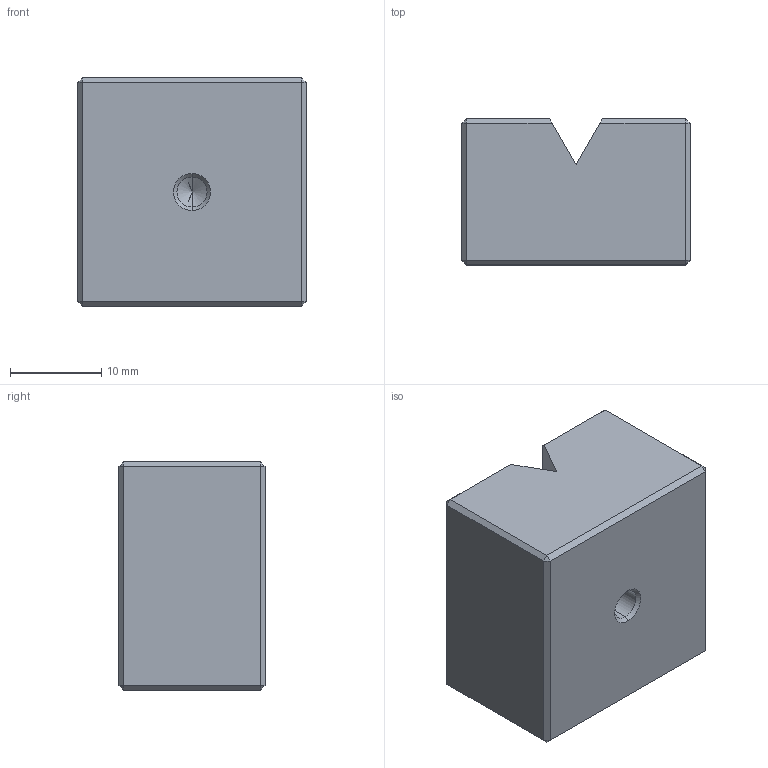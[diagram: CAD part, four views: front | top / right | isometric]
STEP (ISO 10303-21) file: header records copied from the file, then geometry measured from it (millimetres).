
FILE_DESCRIPTION (( 'STEP AP214' ), '1' );
FILE_NAME ('OM-002-030-110_01.STEP', '2024-10-12T13:02:51', ( '' ), ( '' ), 'SwSTEP 2.0', 'SolidWorks 2022', '' );
FILE_SCHEMA (( 'AUTOMOTIVE_DESIGN' ));
Length unit declared in the file: millimetre
Products named in the file (1): OM-002-030-110_01
Bounding box: 25 x 16 x 25 mm (x, y, z)
Volume: 9367.8 mm3; surface area: 3228.7 mm2
Topology: 1 solids, 1 shells, 61 faces, 133 edges, 69 vertices
Faces by surface type: plane 31, cone 20, cylinder 10
Entity records: 1679 total; most frequent: DIRECTION 277, CARTESIAN_POINT 254, ORIENTED_EDGE 246, EDGE_CURVE 123, VECTOR 93, LINE 93, AXIS2_PLACEMENT_3D 92, VERTEX_POINT 69
